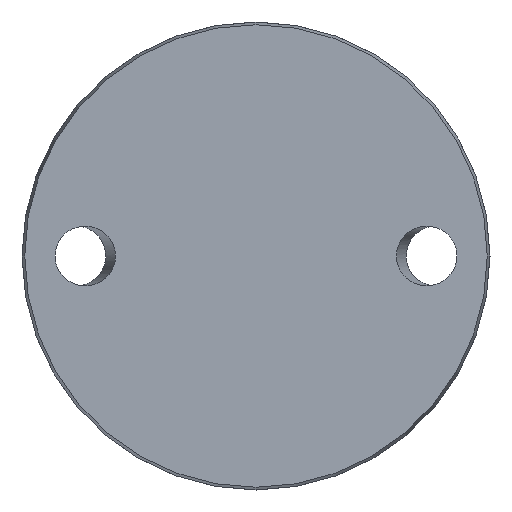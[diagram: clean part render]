
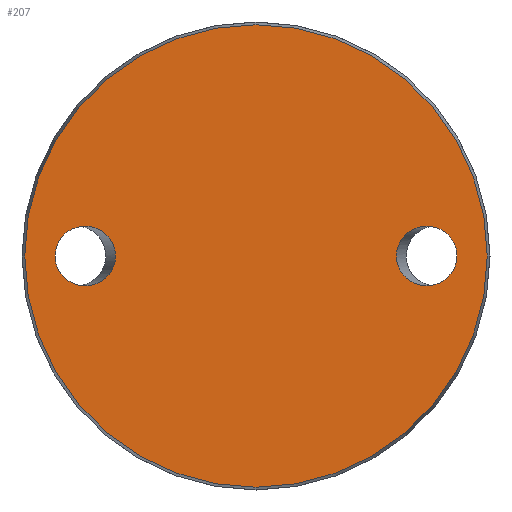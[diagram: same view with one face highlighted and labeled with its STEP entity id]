
A CAD part, front view. The second image highlights one B-rep face of the part: STEP entity #207.
In plain terms, the highlighted planar face has unit normal (0, -1, 0).
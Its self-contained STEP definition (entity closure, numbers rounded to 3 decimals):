
#14 = PLANE ( 'NONE',  #769 ) ;
#28 = CARTESIAN_POINT ( 'NONE',  ( 0., 0., 0. ) ) ;
#50 = ORIENTED_EDGE ( 'NONE', *, *, #429, .T. ) ;
#80 =( BOUNDED_CURVE ( )  B_SPLINE_CURVE ( 3, ( #538, #93, #97, #421, #405, #217, #630 ),
 .UNSPECIFIED., .T., .F. ) 
 B_SPLINE_CURVE_WITH_KNOTS ( ( 4, 3, 4 ),
 ( 0., 3.142, 6.283 ),
 .UNSPECIFIED. ) 
 CURVE ( )  GEOMETRIC_REPRESENTATION_ITEM ( )  RATIONAL_B_SPLINE_CURVE ( ( 1., 0.333, 0.333, 1., 0.333, 0.333, 1. ) ) 
 REPRESENTATION_ITEM ( '' )  );
#93 = CARTESIAN_POINT ( 'NONE',  ( -42.087, 0., 12.5 ) ) ;
#97 = CARTESIAN_POINT ( 'NONE',  ( -29.413, 0., 12.5 ) ) ;
#146 = DIRECTION ( 'NONE',  ( 0., 0., 1. ) ) ;
#205 = VERTEX_POINT ( 'NONE', #396 ) ;
#207 = ADVANCED_FACE ( 'NONE', ( #434, #681, #321 ), #14, .F. ) ;
#217 = CARTESIAN_POINT ( 'NONE',  ( -42.087, 0., -12.5 ) ) ;
#233 = EDGE_LOOP ( 'NONE', ( #766 ) ) ;
#267 = DIRECTION ( 'NONE',  ( 0., 1., 0. ) ) ;
#294 = EDGE_CURVE ( 'NONE', #632, #632, #80, .T. ) ;
#321 = FACE_OUTER_BOUND ( 'NONE', #763, .T. ) ;
#324 = EDGE_CURVE ( 'NONE', #205, #205, #692, .T. ) ;
#352 = CARTESIAN_POINT ( 'NONE',  ( 42.087, 0., -12.5 ) ) ;
#354 = ORIENTED_EDGE ( 'NONE', *, *, #324, .T. ) ;
#361 = CARTESIAN_POINT ( 'NONE',  ( 42.087, 0., 12.5 ) ) ;
#388 = CARTESIAN_POINT ( 'NONE',  ( -48.425, 0., 0. ) ) ;
#396 = CARTESIAN_POINT ( 'NONE',  ( 0., 0., -48.425 ) ) ;
#405 = CARTESIAN_POINT ( 'NONE',  ( -29.413, 0., -12.5 ) ) ;
#421 = CARTESIAN_POINT ( 'NONE',  ( -29.413, 0., 0. ) ) ;
#429 = EDGE_CURVE ( 'NONE', #615, #615, #650, .T. ) ;
#434 = FACE_BOUND ( 'NONE', #233, .T. ) ;
#446 = CARTESIAN_POINT ( 'NONE',  ( 42.087, 0., 0. ) ) ;
#451 = DIRECTION ( 'NONE',  ( 0., 0., -1. ) ) ;
#462 = CARTESIAN_POINT ( 'NONE',  ( 29.413, 0., -12.5 ) ) ;
#469 = AXIS2_PLACEMENT_3D ( 'NONE', #28, #514, #451 ) ;
#514 = DIRECTION ( 'NONE',  ( 0., -1., 0. ) ) ;
#528 = CARTESIAN_POINT ( 'NONE',  ( 29.413, 0., 0. ) ) ;
#533 = CARTESIAN_POINT ( 'NONE',  ( 29.413, 0., 12.5 ) ) ;
#538 = CARTESIAN_POINT ( 'NONE',  ( -42.087, 0., 0. ) ) ;
#615 = VERTEX_POINT ( 'NONE', #446 ) ;
#630 = CARTESIAN_POINT ( 'NONE',  ( -42.087, 0., 0. ) ) ;
#632 = VERTEX_POINT ( 'NONE', #745 ) ;
#650 =( BOUNDED_CURVE ( )  B_SPLINE_CURVE ( 3, ( #765, #352, #462, #528, #533, #361, #652 ),
 .UNSPECIFIED., .T., .T. ) 
 B_SPLINE_CURVE_WITH_KNOTS ( ( 4, 3, 4 ),
 ( 0., 3.142, 6.283 ),
 .UNSPECIFIED. ) 
 CURVE ( )  GEOMETRIC_REPRESENTATION_ITEM ( )  RATIONAL_B_SPLINE_CURVE ( ( 1., 0.333, 0.333, 1., 0.333, 0.333, 1. ) ) 
 REPRESENTATION_ITEM ( '' )  );
#652 = CARTESIAN_POINT ( 'NONE',  ( 42.087, 0., 0. ) ) ;
#681 = FACE_BOUND ( 'NONE', #779, .T. ) ;
#692 = CIRCLE ( 'NONE', #469, 48.425 ) ;
#745 = CARTESIAN_POINT ( 'NONE',  ( -42.087, 0., 0. ) ) ;
#763 = EDGE_LOOP ( 'NONE', ( #354 ) ) ;
#765 = CARTESIAN_POINT ( 'NONE',  ( 42.087, 0., 0. ) ) ;
#766 = ORIENTED_EDGE ( 'NONE', *, *, #294, .T. ) ;
#769 = AXIS2_PLACEMENT_3D ( 'NONE', #388, #267, #146 ) ;
#779 = EDGE_LOOP ( 'NONE', ( #50 ) ) ;
